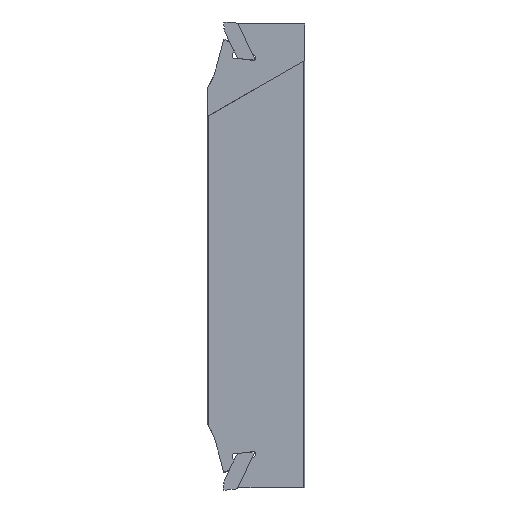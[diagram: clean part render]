
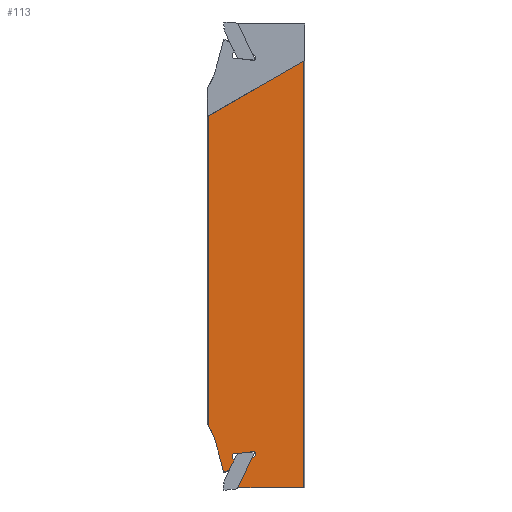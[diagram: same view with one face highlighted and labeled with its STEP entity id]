
A CAD part, left-side view. The second image highlights one B-rep face of the part: STEP entity #113.
In plain terms, the highlighted planar face has unit normal (-1, 0, 0).
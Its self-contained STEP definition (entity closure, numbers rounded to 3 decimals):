
#53=CIRCLE('',#1634,0.8);
#54=CIRCLE('',#1635,20.);
#55=CIRCLE('',#1636,1.79);
#56=CIRCLE('',#1637,0.4);
#113=ADVANCED_FACE('',(#265),#195,.T.);
#195=PLANE('',#1638);
#265=FACE_OUTER_BOUND('',#347,.T.);
#347=EDGE_LOOP('',(#544,#545,#546,#547,#548,#549,#550,#551,#552,#553,#554,
#555,#556,#557,#558,#559));
#544=ORIENTED_EDGE('',*,*,#1063,.T.);
#545=ORIENTED_EDGE('',*,*,#1064,.T.);
#546=ORIENTED_EDGE('',*,*,#1065,.T.);
#547=ORIENTED_EDGE('',*,*,#1066,.F.);
#548=ORIENTED_EDGE('',*,*,#1067,.T.);
#549=ORIENTED_EDGE('',*,*,#1019,.F.);
#550=ORIENTED_EDGE('',*,*,#1068,.F.);
#551=ORIENTED_EDGE('',*,*,#1069,.F.);
#552=ORIENTED_EDGE('',*,*,#1028,.T.);
#553=ORIENTED_EDGE('',*,*,#1070,.T.);
#554=ORIENTED_EDGE('',*,*,#1071,.T.);
#555=ORIENTED_EDGE('',*,*,#1072,.T.);
#556=ORIENTED_EDGE('',*,*,#1073,.T.);
#557=ORIENTED_EDGE('',*,*,#1074,.T.);
#558=ORIENTED_EDGE('',*,*,#1075,.T.);
#559=ORIENTED_EDGE('',*,*,#1076,.T.);
#866=VERTEX_POINT('',#2220);
#867=VERTEX_POINT('',#2221);
#875=VERTEX_POINT('',#2238);
#876=VERTEX_POINT('',#2240);
#905=VERTEX_POINT('',#2308);
#906=VERTEX_POINT('',#2309);
#907=VERTEX_POINT('',#2311);
#908=VERTEX_POINT('',#2313);
#909=VERTEX_POINT('',#2315);
#910=VERTEX_POINT('',#2318);
#911=VERTEX_POINT('',#2321);
#912=VERTEX_POINT('',#2323);
#913=VERTEX_POINT('',#2325);
#914=VERTEX_POINT('',#2327);
#915=VERTEX_POINT('',#2329);
#916=VERTEX_POINT('',#2331);
#1019=EDGE_CURVE('',#866,#867,#1233,.T.);
#1028=EDGE_CURVE('',#876,#875,#1240,.T.);
#1063=EDGE_CURVE('',#905,#906,#1265,.T.);
#1064=EDGE_CURVE('',#906,#907,#1266,.T.);
#1065=EDGE_CURVE('',#907,#908,#53,.T.);
#1066=EDGE_CURVE('',#909,#908,#1267,.T.);
#1067=EDGE_CURVE('',#909,#867,#1268,.T.);
#1068=EDGE_CURVE('',#910,#866,#1269,.T.);
#1069=EDGE_CURVE('',#876,#910,#1270,.T.);
#1070=EDGE_CURVE('',#875,#911,#54,.T.);
#1071=EDGE_CURVE('',#911,#912,#1271,.T.);
#1072=EDGE_CURVE('',#912,#913,#1272,.T.);
#1073=EDGE_CURVE('',#913,#914,#55,.T.);
#1074=EDGE_CURVE('',#914,#915,#1273,.T.);
#1075=EDGE_CURVE('',#915,#916,#1274,.T.);
#1076=EDGE_CURVE('',#916,#905,#56,.T.);
#1233=LINE('',#2219,#1423);
#1240=LINE('',#2239,#1430);
#1265=LINE('',#2307,#1455);
#1266=LINE('',#2310,#1456);
#1267=LINE('',#2314,#1457);
#1268=LINE('',#2316,#1458);
#1269=LINE('',#2317,#1459);
#1270=LINE('',#2319,#1460);
#1271=LINE('',#2322,#1461);
#1272=LINE('',#2324,#1462);
#1273=LINE('',#2328,#1463);
#1274=LINE('',#2330,#1464);
#1423=VECTOR('',#1798,1.);
#1430=VECTOR('',#1811,1.);
#1455=VECTOR('',#1864,1.);
#1456=VECTOR('',#1865,1.);
#1457=VECTOR('',#1868,1.);
#1458=VECTOR('',#1869,1.);
#1459=VECTOR('',#1870,1.);
#1460=VECTOR('',#1871,1.);
#1461=VECTOR('',#1874,1.);
#1462=VECTOR('',#1875,1.);
#1463=VECTOR('',#1878,1.);
#1464=VECTOR('',#1879,1.);
#1634=AXIS2_PLACEMENT_3D('',#2312,#1866,#1867);
#1635=AXIS2_PLACEMENT_3D('',#2320,#1872,#1873);
#1636=AXIS2_PLACEMENT_3D('',#2326,#1876,#1877);
#1637=AXIS2_PLACEMENT_3D('',#2332,#1880,#1881);
#1638=AXIS2_PLACEMENT_3D('',#2333,#1882,#1883);
#1798=DIRECTION('',(0.,1.,0.));
#1811=DIRECTION('',(0.,0.,-1.));
#1864=DIRECTION('',(0.,0.,1.));
#1865=DIRECTION('',(0.,-0.995,0.105));
#1866=DIRECTION('',(1.,0.,0.));
#1867=DIRECTION('',(0.,-1.,0.));
#1868=DIRECTION('',(0.,-1.,0.));
#1869=DIRECTION('',(0.,0.423,-0.906));
#1870=DIRECTION('',(0.,0.,-1.));
#1871=DIRECTION('',(0.,-0.866,0.5));
#1872=DIRECTION('',(1.,0.,0.));
#1873=DIRECTION('',(0.,-1.,0.));
#1874=DIRECTION('',(0.,-0.259,-0.966));
#1875=DIRECTION('',(0.,-0.934,0.358));
#1876=DIRECTION('',(-1.,0.,0.));
#1877=DIRECTION('',(0.,-1.,0.));
#1878=DIRECTION('',(0.,-0.407,0.914));
#1879=DIRECTION('',(0.,0.407,0.914));
#1880=DIRECTION('',(1.,0.,0.));
#1881=DIRECTION('',(0.,-1.,0.));
#1882=DIRECTION('',(-1.,0.,0.));
#1883=DIRECTION('',(0.,1.,0.));
#2219=CARTESIAN_POINT('',(0.,0.643,-60.));
#2220=CARTESIAN_POINT('',(0.,0.643,-60.));
#2221=CARTESIAN_POINT('',(0.,17.642,-60.));
#2238=CARTESIAN_POINT('',(0.,25.26,-43.781));
#2239=CARTESIAN_POINT('',(0.,25.26,60.));
#2240=CARTESIAN_POINT('',(0.,25.26,36.186));
#2307=CARTESIAN_POINT('',(0.,19.025,60.));
#2308=CARTESIAN_POINT('',(0.,19.025,-52.158));
#2309=CARTESIAN_POINT('',(0.,19.025,-51.225));
#2310=CARTESIAN_POINT('',(0.,-10.719,-48.098));
#2311=CARTESIAN_POINT('',(0.,14.427,-50.741));
#2312=CARTESIAN_POINT('',(0.,13.838,-51.283));
#2313=CARTESIAN_POINT('',(0.,13.838,-52.083));
#2314=CARTESIAN_POINT('',(0.,0.643,-52.083));
#2315=CARTESIAN_POINT('',(0.,13.95,-52.083));
#2316=CARTESIAN_POINT('',(0.,-31.357,45.078));
#2317=CARTESIAN_POINT('',(0.,0.643,60.));
#2318=CARTESIAN_POINT('',(0.,0.643,50.398));
#2319=CARTESIAN_POINT('',(0.,25.582,36.));
#2320=CARTESIAN_POINT('',(0.,42.569,-53.8));
#2321=CARTESIAN_POINT('',(0.,23.251,-48.624));
#2322=CARTESIAN_POINT('',(0.,48.892,47.072));
#2323=CARTESIAN_POINT('',(0.,21.302,-55.896));
#2324=CARTESIAN_POINT('',(0.,-35.478,-34.1));
#2325=CARTESIAN_POINT('',(0.,20.354,-55.532));
#2326=CARTESIAN_POINT('',(0.,20.995,-53.86));
#2327=CARTESIAN_POINT('',(0.,19.36,-54.588));
#2328=CARTESIAN_POINT('',(0.,-26.314,47.998));
#2329=CARTESIAN_POINT('',(0.,18.67,-53.039));
#2330=CARTESIAN_POINT('',(0.,57.69,34.601));
#2331=CARTESIAN_POINT('',(0.,18.99,-52.321));
#2332=CARTESIAN_POINT('',(0.,18.625,-52.158));
#2333=CARTESIAN_POINT('',(0.,0.643,60.));
